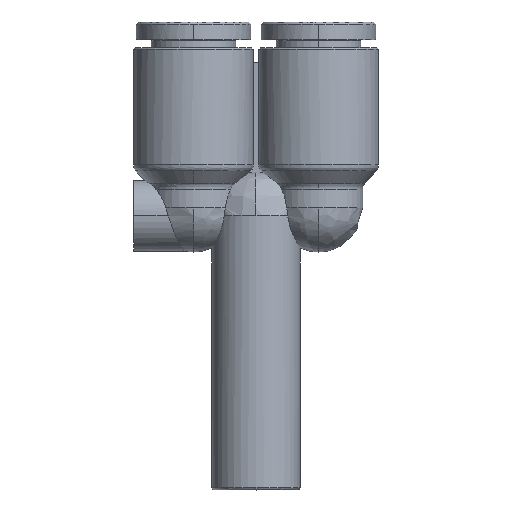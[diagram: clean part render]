
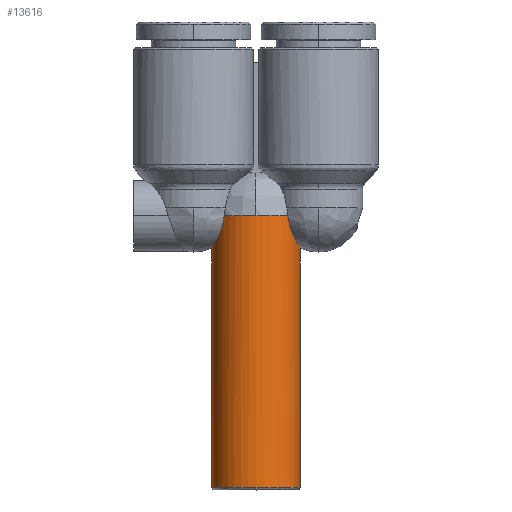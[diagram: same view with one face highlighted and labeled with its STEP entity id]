
A CAD part, top view. The second image highlights one B-rep face of the part: STEP entity #13616.
In plain terms, the highlighted cylindrical face has radius 5 mm (diameter 10 mm), a partial arc.
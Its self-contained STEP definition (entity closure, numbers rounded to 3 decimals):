
#221 = ORIENTED_EDGE ( 'NONE', *, *, #22353, .T. ) ;
#363 = CARTESIAN_POINT ( 'NONE',  ( -9.377, 0.939, 2.184 ) ) ;
#382 = DIRECTION ( 'NONE',  ( 0., 0., -1. ) ) ;
#463 = CARTESIAN_POINT ( 'NONE',  ( -9.482, 0.482, 2.118 ) ) ;
#1190 = CARTESIAN_POINT ( 'NONE',  ( -5.872, 3.463, 3.493 ) ) ;
#1614 = CARTESIAN_POINT ( 'NONE',  ( -9.103, 1.573, 11.851 ) ) ;
#2036 = DIRECTION ( 'NONE',  ( -1., 0., 0. ) ) ;
#2155 = CARTESIAN_POINT ( 'NONE',  ( -5.872, 3.463, 3.493 ) ) ;
#2774 = EDGE_CURVE ( 'NONE', #24353, #25338, #16437, .T. ) ;
#2830 = CARTESIAN_POINT ( 'NONE',  ( -9.3, 1.16, 2.232 ) ) ;
#2858 = VERTEX_POINT ( 'NONE', #1190 ) ;
#2904 = VECTOR ( 'NONE', #5033, 1000. ) ;
#2934 = CARTESIAN_POINT ( 'NONE',  ( -8.979, 1.773, 2.421 ) ) ;
#2951 = CARTESIAN_POINT ( 'NONE',  ( -5.872, 0., 7.1 ) ) ;
#3053 = DIRECTION ( 'NONE',  ( -1., 0., 0. ) ) ;
#3228 = VERTEX_POINT ( 'NONE', #15193 ) ;
#3275 = ORIENTED_EDGE ( 'NONE', *, *, #2774, .T. ) ;
#3611 = CARTESIAN_POINT ( 'NONE',  ( -7.922, 0., 2.1 ) ) ;
#3861 = CARTESIAN_POINT ( 'NONE',  ( -6.108, 3.431, 10.737 ) ) ;
#3999 = AXIS2_PLACEMENT_3D ( 'NONE', #28253, #19407, #6098 ) ;
#4064 = CARTESIAN_POINT ( 'NONE',  ( -6.789, 3.275, 10.879 ) ) ;
#4577 = CYLINDRICAL_SURFACE ( 'NONE', #17715, 5. ) ;
#4711 = VERTEX_POINT ( 'NONE', #8959 ) ;
#4790 = CARTESIAN_POINT ( 'NONE',  ( -8.543, 2.294, 2.654 ) ) ;
#5033 = DIRECTION ( 'NONE',  ( 1., 0., 0. ) ) ;
#5314 = VERTEX_POINT ( 'NONE', #16923 ) ;
#6012 = DIRECTION ( 'NONE',  ( 0., 0., -1. ) ) ;
#6098 = DIRECTION ( 'NONE',  ( 0., 0., -1. ) ) ;
#6183 = CARTESIAN_POINT ( 'NONE',  ( -8.211, 2.58, 11.386 ) ) ;
#6411 = CARTESIAN_POINT ( 'NONE',  ( -5.872, 0., 7.1 ) ) ;
#7108 = ORIENTED_EDGE ( 'NONE', *, *, #28285, .T. ) ;
#7806 = CARTESIAN_POINT ( 'NONE',  ( -36.672, 0., 12.1 ) ) ;
#8959 = CARTESIAN_POINT ( 'NONE',  ( -5.872, 5., 7.1 ) ) ;
#9168 = CARTESIAN_POINT ( 'NONE',  ( -7.638, 2.939, 3.052 ) ) ;
#9454 = CARTESIAN_POINT ( 'NONE',  ( -6.793, 3.291, 3.329 ) ) ;
#9553 = CARTESIAN_POINT ( 'NONE',  ( -9.099, 1.58, 2.351 ) ) ;
#10444 = CARTESIAN_POINT ( 'NONE',  ( -7.01, 3.205, 10.939 ) ) ;
#10539 = CARTESIAN_POINT ( 'NONE',  ( -8.705, 2.126, 11.63 ) ) ;
#10732 = CARTESIAN_POINT ( 'NONE',  ( -6.338, 3.388, 10.778 ) ) ;
#11469 = CARTESIAN_POINT ( 'NONE',  ( -8.023, 2.712, 2.897 ) ) ;
#11806 = CARTESIAN_POINT ( 'NONE',  ( -7.922, 0., 12.1 ) ) ;
#12681 = ORIENTED_EDGE ( 'NONE', *, *, #26453, .T. ) ;
#12870 = CARTESIAN_POINT ( 'NONE',  ( -7.639, 2.938, 11.148 ) ) ;
#13616 = ADVANCED_FACE ( 'NONE', ( #24381 ), #4577, .T. ) ;
#13643 = CARTESIAN_POINT ( 'NONE',  ( -7.922, 0., 7.1 ) ) ;
#13826 = CARTESIAN_POINT ( 'NONE',  ( -8.204, 2.584, 2.816 ) ) ;
#14097 = LINE ( 'NONE', #3611, #28348 ) ;
#15012 = CARTESIAN_POINT ( 'NONE',  ( -7.436, 3.036, 11.074 ) ) ;
#15124 = CARTESIAN_POINT ( 'NONE',  ( -8.55, 2.287, 11.549 ) ) ;
#15193 = CARTESIAN_POINT ( 'NONE',  ( -9.51, 0., 2.1 ) ) ;
#15210 = CARTESIAN_POINT ( 'NONE',  ( -5.872, 3.463, 10.707 ) ) ;
#15952 = CARTESIAN_POINT ( 'NONE',  ( -7.432, 3.038, 3.127 ) ) ;
#16437 = LINE ( 'NONE', #11806, #2904 ) ;
#16818 = CARTESIAN_POINT ( 'NONE',  ( -36.672, 0., 2.1 ) ) ;
#16923 = CARTESIAN_POINT ( 'NONE',  ( -5.872, 3.463, 10.707 ) ) ;
#17045 = CARTESIAN_POINT ( 'NONE',  ( -9.483, 0.475, 12.083 ) ) ;
#17065 = AXIS2_PLACEMENT_3D ( 'NONE', #2951, #3053, #25272 ) ;
#17150 = CARTESIAN_POINT ( 'NONE',  ( -9.51, 0., 12.1 ) ) ;
#17285 = EDGE_CURVE ( 'NONE', #25776, #3228, #14097, .T. ) ;
#17339 = CARTESIAN_POINT ( 'NONE',  ( -9.379, 0.933, 12.018 ) ) ;
#17419 = CARTESIAN_POINT ( 'NONE',  ( -9.51, 0.241, 12.1 ) ) ;
#17715 = AXIS2_PLACEMENT_3D ( 'NONE', #13643, #22475, #382 ) ;
#17839 = B_SPLINE_CURVE_WITH_KNOTS ( 'NONE', 3,
 ( #17150, #17419, #17045, #17339, #28456, #1614, #26074, #10539, #15124, #6183, #19693, #12870, #15012, #10444, #4064, #10732, #3861, #15210 ),
 .UNSPECIFIED., .F., .F.,
 ( 4, 2, 2, 2, 2, 2, 2, 2, 4 ),
 ( 0.006, 0.006, 0.007, 0.008, 0.009, 0.009, 0.01, 0.011, 0.011 ),
 .UNSPECIFIED. ) ;
#18391 = CARTESIAN_POINT ( 'NONE',  ( -9.51, 0.241, 2.1 ) ) ;
#19138 = DIRECTION ( 'NONE',  ( 1., 0., 0. ) ) ;
#19407 = DIRECTION ( 'NONE',  ( 1., 0., 0. ) ) ;
#19442 = B_SPLINE_CURVE_WITH_KNOTS ( 'NONE', 3,
 ( #2155, #26734, #9454, #15952, #9168, #11469, #13826, #4790, #27119, #2934, #9553, #2830, #363, #463, #18391, #20595 ),
 .UNSPECIFIED., .F., .F.,
 ( 4, 2, 2, 2, 2, 2, 2, 4 ),
 ( -0.006, -0.004, -0.004, -0.003, -0.002, -0.001, -0.001, 0. ),
 .UNSPECIFIED. ) ;
#19693 = CARTESIAN_POINT ( 'NONE',  ( -8.026, 2.71, 11.304 ) ) ;
#20595 = CARTESIAN_POINT ( 'NONE',  ( -9.51, 0., 2.1 ) ) ;
#21420 = CARTESIAN_POINT ( 'NONE',  ( -9.51, 0., 12.1 ) ) ;
#21975 = CIRCLE ( 'NONE', #17065, 5. ) ;
#22273 = EDGE_LOOP ( 'NONE', ( #7108, #3275, #221, #12681, #25521, #28066, #26866 ) ) ;
#22348 = CIRCLE ( 'NONE', #22659, 5. ) ;
#22353 = EDGE_CURVE ( 'NONE', #25338, #5314, #17839, .T. ) ;
#22475 = DIRECTION ( 'NONE',  ( 1., 0., 0. ) ) ;
#22659 = AXIS2_PLACEMENT_3D ( 'NONE', #6411, #2036, #6012 ) ;
#23278 = CIRCLE ( 'NONE', #3999, 5. ) ;
#24353 = VERTEX_POINT ( 'NONE', #7806 ) ;
#24381 = FACE_OUTER_BOUND ( 'NONE', #22273, .T. ) ;
#25272 = DIRECTION ( 'NONE',  ( 0., 0., -1. ) ) ;
#25338 = VERTEX_POINT ( 'NONE', #21420 ) ;
#25521 = ORIENTED_EDGE ( 'NONE', *, *, #26519, .T. ) ;
#25776 = VERTEX_POINT ( 'NONE', #16818 ) ;
#26054 = EDGE_CURVE ( 'NONE', #2858, #3228, #19442, .T. ) ;
#26074 = CARTESIAN_POINT ( 'NONE',  ( -8.983, 1.767, 11.782 ) ) ;
#26453 = EDGE_CURVE ( 'NONE', #5314, #4711, #22348, .T. ) ;
#26519 = EDGE_CURVE ( 'NONE', #4711, #2858, #21975, .T. ) ;
#26734 = CARTESIAN_POINT ( 'NONE',  ( -6.344, 3.4, 3.433 ) ) ;
#26866 = ORIENTED_EDGE ( 'NONE', *, *, #17285, .F. ) ;
#27119 = CARTESIAN_POINT ( 'NONE',  ( -8.701, 2.13, 2.572 ) ) ;
#28066 = ORIENTED_EDGE ( 'NONE', *, *, #26054, .T. ) ;
#28253 = CARTESIAN_POINT ( 'NONE',  ( -36.672, 0., 7.1 ) ) ;
#28285 = EDGE_CURVE ( 'NONE', #25776, #24353, #23278, .T. ) ;
#28348 = VECTOR ( 'NONE', #19138, 1000. ) ;
#28456 = CARTESIAN_POINT ( 'NONE',  ( -9.301, 1.158, 11.969 ) ) ;
